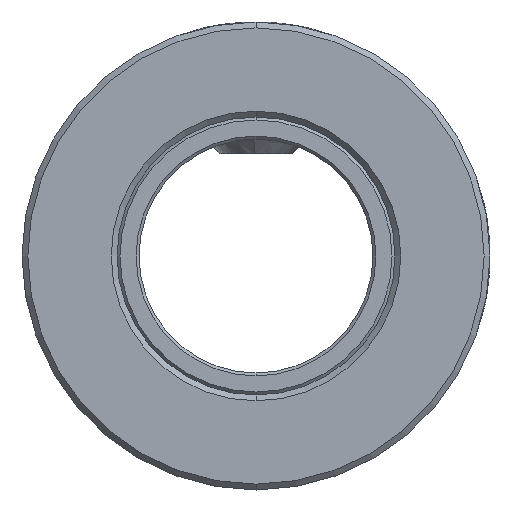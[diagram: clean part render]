
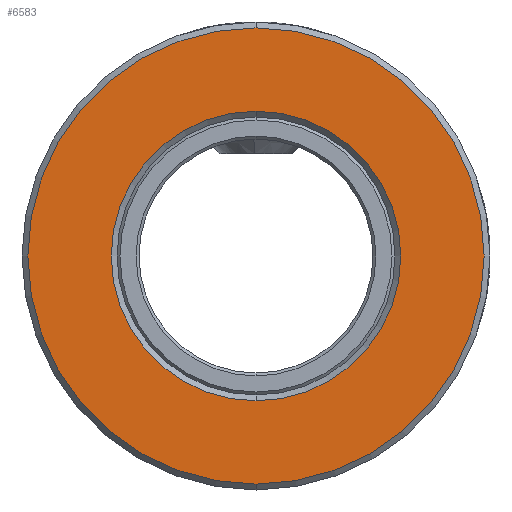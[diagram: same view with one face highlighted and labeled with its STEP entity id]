
A CAD part, front view. The second image highlights one B-rep face of the part: STEP entity #6583.
In plain terms, the highlighted planar face has unit normal (0, -1, 0).
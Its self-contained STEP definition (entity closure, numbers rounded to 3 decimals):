
#257 = DIRECTION ( 'NONE',  ( 0., -1., 0. ) ) ;
#526 = VERTEX_POINT ( 'NONE', #1196 ) ;
#934 = CARTESIAN_POINT ( 'NONE',  ( 0., -3.5, 7.8 ) ) ;
#1079 = DIRECTION ( 'NONE',  ( 0., 1., 0. ) ) ;
#1124 = CIRCLE ( 'NONE', #5173, 4.95 ) ;
#1196 = CARTESIAN_POINT ( 'NONE',  ( 0., -3.5, -4.95 ) ) ;
#1390 = FACE_BOUND ( 'NONE', #4843, .T. ) ;
#1488 = FACE_OUTER_BOUND ( 'NONE', #2580, .T. ) ;
#1521 = VERTEX_POINT ( 'NONE', #8028 ) ;
#1737 = VERTEX_POINT ( 'NONE', #5962 ) ;
#2018 = CIRCLE ( 'NONE', #3843, 7.8 ) ;
#2313 = ORIENTED_EDGE ( 'NONE', *, *, #3112, .T. ) ;
#2580 = EDGE_LOOP ( 'NONE', ( #4432, #5915 ) ) ;
#2708 = DIRECTION ( 'NONE',  ( 0., 0., 1. ) ) ;
#3112 = EDGE_CURVE ( 'NONE', #1737, #526, #7519, .T. ) ;
#3360 = DIRECTION ( 'NONE',  ( 0., 1., 0. ) ) ;
#3505 = AXIS2_PLACEMENT_3D ( 'NONE', #8037, #4193, #5385 ) ;
#3599 = EDGE_CURVE ( 'NONE', #526, #1737, #1124, .T. ) ;
#3638 = DIRECTION ( 'NONE',  ( 0., 0., 1. ) ) ;
#3843 = AXIS2_PLACEMENT_3D ( 'NONE', #5945, #5249, #2708 ) ;
#3999 = CARTESIAN_POINT ( 'NONE',  ( 0., -3.5, 0. ) ) ;
#4035 = DIRECTION ( 'NONE',  ( 0., 0., 1. ) ) ;
#4193 = DIRECTION ( 'NONE',  ( 0., 1., 0. ) ) ;
#4194 = CARTESIAN_POINT ( 'NONE',  ( 0., -3.5, 0. ) ) ;
#4254 = EDGE_CURVE ( 'NONE', #1521, #6853, #5292, .T. ) ;
#4432 = ORIENTED_EDGE ( 'NONE', *, *, #5835, .T. ) ;
#4693 = AXIS2_PLACEMENT_3D ( 'NONE', #7510, #1079, #3638 ) ;
#4843 = EDGE_LOOP ( 'NONE', ( #7898, #2313 ) ) ;
#5124 = AXIS2_PLACEMENT_3D ( 'NONE', #4194, #257, #8097 ) ;
#5173 = AXIS2_PLACEMENT_3D ( 'NONE', #3999, #3360, #4035 ) ;
#5249 = DIRECTION ( 'NONE',  ( 0., -1., 0. ) ) ;
#5292 = CIRCLE ( 'NONE', #5124, 7.8 ) ;
#5385 = DIRECTION ( 'NONE',  ( 0., 0., 1. ) ) ;
#5581 = PLANE ( 'NONE',  #4693 ) ;
#5835 = EDGE_CURVE ( 'NONE', #6853, #1521, #2018, .T. ) ;
#5915 = ORIENTED_EDGE ( 'NONE', *, *, #4254, .T. ) ;
#5945 = CARTESIAN_POINT ( 'NONE',  ( 0., -3.5, 0. ) ) ;
#5962 = CARTESIAN_POINT ( 'NONE',  ( 0., -3.5, 4.95 ) ) ;
#6583 = ADVANCED_FACE ( 'NONE', ( #1390, #1488 ), #5581, .F. ) ;
#6853 = VERTEX_POINT ( 'NONE', #934 ) ;
#7510 = CARTESIAN_POINT ( 'NONE',  ( 0., -3.5, 0. ) ) ;
#7519 = CIRCLE ( 'NONE', #3505, 4.95 ) ;
#7898 = ORIENTED_EDGE ( 'NONE', *, *, #3599, .T. ) ;
#8028 = CARTESIAN_POINT ( 'NONE',  ( 0., -3.5, -7.8 ) ) ;
#8037 = CARTESIAN_POINT ( 'NONE',  ( 0., -3.5, 0. ) ) ;
#8097 = DIRECTION ( 'NONE',  ( 0., 0., 1. ) ) ;
